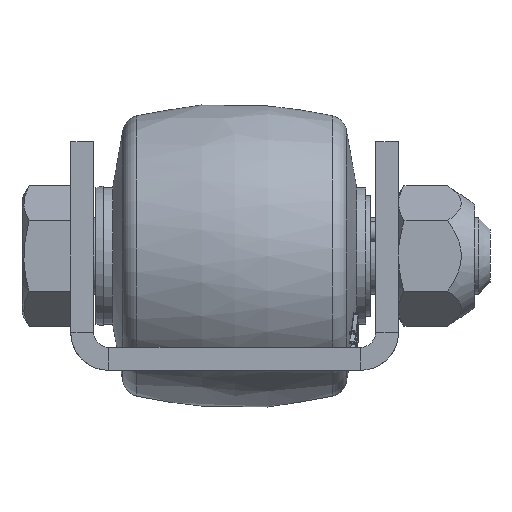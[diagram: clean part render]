
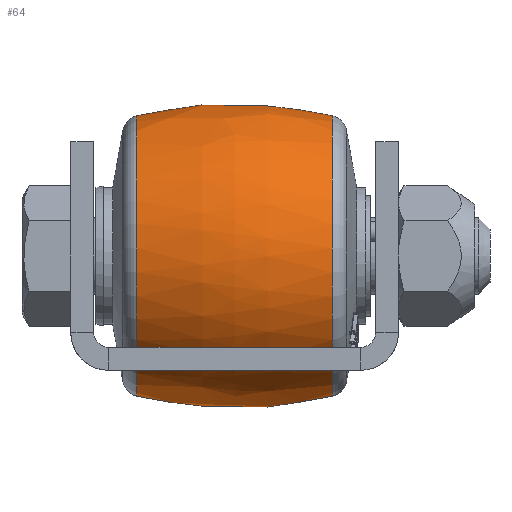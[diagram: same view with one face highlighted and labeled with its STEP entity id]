
A CAD part, left-side view. The second image highlights one B-rep face of the part: STEP entity #64.
In plain terms, the highlighted free-form (B-spline) face has degree [3, 3] with [7, 4] control points.
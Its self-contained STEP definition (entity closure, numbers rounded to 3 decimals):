
#64=ADVANCED_FACE('',(#482,#484),#486,.T.);
#482=FACE_OUTER_BOUND('',#483,.T.);
#483=EDGE_LOOP('',(#2944));
#484=FACE_OUTER_BOUND('',#485,.T.);
#485=EDGE_LOOP('',(#2945));
#486=(BOUNDED_SURFACE()B_SPLINE_SURFACE(3,3,(
(#487,#488,#489,#490),
(#491,#492,#493,#494),
(#495,#496,#497,#498),
(#499,#500,#501,#502),
(#503,#504,#505,#506),
(#507,#508,#509,#510),
(#511,#512,#513,#514)),
.UNSPECIFIED.,.T.,.F.,.F.)B_SPLINE_SURFACE_WITH_KNOTS((4,3,4),
(4,4),
(0.,3.142,6.283),
(-0.245,0.245),
.UNSPECIFIED.)GEOMETRIC_REPRESENTATION_ITEM()RATIONAL_B_SPLINE_SURFACE((
(1.,0.98,0.98,1.),
(0.333,0.327,0.327,0.333),
(0.333,0.327,0.327,0.333),
(1.,0.98,0.98,1.),
(0.333,0.327,0.327,0.333),
(0.333,0.327,0.327,0.333),
(1.,0.98,0.98,1.)))REPRESENTATION_ITEM('')SURFACE());
#487=CARTESIAN_POINT('',(117.841,5.666,33.294));
#488=CARTESIAN_POINT('',(117.593,14.135,35.396));
#489=CARTESIAN_POINT('',(117.593,22.865,35.396));
#490=CARTESIAN_POINT('',(117.841,31.334,33.294));
#491=CARTESIAN_POINT('',(154.429,5.666,37.611));
#492=CARTESIAN_POINT('',(158.385,14.135,40.209));
#493=CARTESIAN_POINT('',(158.385,22.865,40.209));
#494=CARTESIAN_POINT('',(154.429,31.334,37.611));
#495=CARTESIAN_POINT('',(158.746,5.666,1.024));
#496=CARTESIAN_POINT('',(163.198,14.135,-0.582));
#497=CARTESIAN_POINT('',(163.198,22.865,-0.582));
#498=CARTESIAN_POINT('',(158.746,31.334,1.024));
#499=CARTESIAN_POINT('',(122.159,5.666,-3.294));
#500=CARTESIAN_POINT('',(122.407,14.135,-5.396));
#501=CARTESIAN_POINT('',(122.407,22.865,-5.396));
#502=CARTESIAN_POINT('',(122.159,31.334,-3.294));
#503=CARTESIAN_POINT('',(85.571,5.666,-7.611));
#504=CARTESIAN_POINT('',(81.615,14.135,-10.209));
#505=CARTESIAN_POINT('',(81.615,22.865,-10.209));
#506=CARTESIAN_POINT('',(85.571,31.334,-7.611));
#507=CARTESIAN_POINT('',(81.254,5.666,28.976));
#508=CARTESIAN_POINT('',(76.802,14.135,30.582));
#509=CARTESIAN_POINT('',(76.802,22.865,30.582));
#510=CARTESIAN_POINT('',(81.254,31.334,28.976));
#511=CARTESIAN_POINT('',(117.841,5.666,33.294));
#512=CARTESIAN_POINT('',(117.593,14.135,35.396));
#513=CARTESIAN_POINT('',(117.593,22.865,35.396));
#514=CARTESIAN_POINT('',(117.841,31.334,33.294));
#2944=ORIENTED_EDGE('',*,*,#4799,.F.);
#2945=ORIENTED_EDGE('',*,*,#4810,.T.);
#4799=EDGE_CURVE('',#5746,#5746,#5747,.T.);
#4810=EDGE_CURVE('',#5765,#5765,#5766,.T.);
#5746=VERTEX_POINT('',#7341);
#5747=CIRCLE('',#7342,18.421);
#5765=VERTEX_POINT('',#7391);
#5766=CIRCLE('',#7392,18.421);
#7341=CARTESIAN_POINT('',(117.841,31.334,33.294));
#7342=AXIS2_PLACEMENT_3D('',#7343,#7344,#7345);
#7343=CARTESIAN_POINT('',(120.,31.334,15.));
#7344=DIRECTION('',(0.,1.,0.));
#7345=DIRECTION('',(-0.117,0.,0.993));
#7391=CARTESIAN_POINT('',(117.841,5.666,33.294));
#7392=AXIS2_PLACEMENT_3D('',#7393,#7394,#7395);
#7393=CARTESIAN_POINT('',(120.,5.666,15.));
#7394=DIRECTION('',(0.,1.,0.));
#7395=DIRECTION('',(-0.117,0.,0.993));
